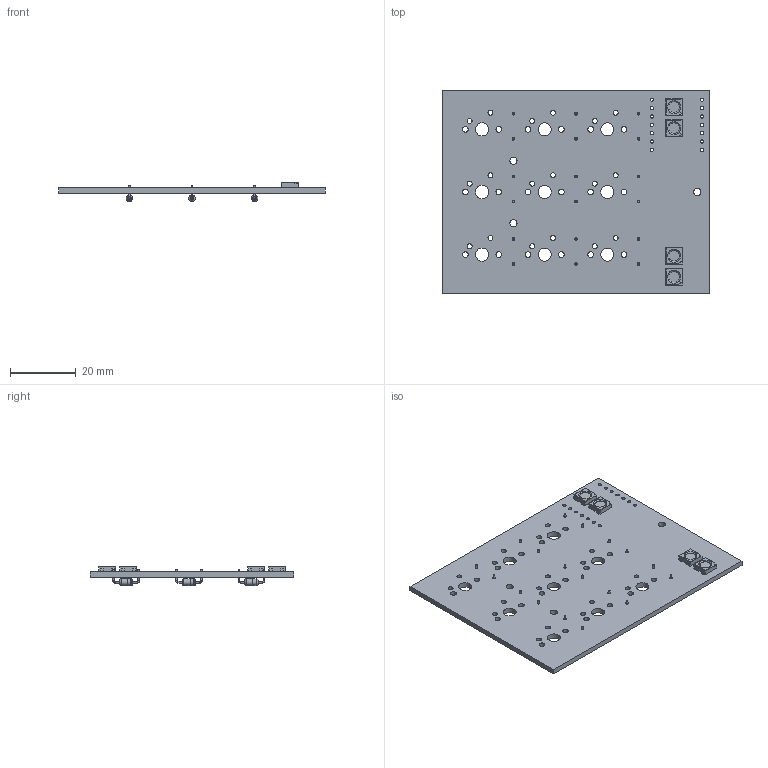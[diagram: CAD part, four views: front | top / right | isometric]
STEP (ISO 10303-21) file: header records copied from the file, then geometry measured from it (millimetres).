
FILE_DESCRIPTION(('KiCad electronic assembly'),'2;1');
FILE_NAME('MyMacropad.step','2024-10-19T19:14:10',('Pcbnew'),('Kicad'), 'Open CASCADE STEP processor 7.8','KiCad to STEP converter','Unknown' );
FILE_SCHEMA(('AUTOMOTIVE_DESIGN { 1 0 10303 214 1 1 1 1 }'));
Length unit declared in the file: millimetre
Products named in the file (6): MyMacropad 1; LED_WS2812B_PLCC4_5.0x5.0mm_P3.2mm; LED_WS2812B_PLCC4_50x50mm_P32mm; D_DO-35_SOD27_P7.62mm_Horizontal; _autosave-TonysMacropad_PCB
Assembly tree (16 placements, depth 3):
  MyMacropad 1
    LED_WS2812B_PLCC4_5.0x5.0mm_P3.2mm  x4
      LED_WS2812B_PLCC4_50x50mm_P32mm
    D_DO-35_SOD27_P7.62mm_Horizontal  x9
      D_DO-35_SOD27_P7.62mm_Horizontal
    _autosave-TonysMacropad_PCB
Bounding box: 80.96 x 61.91 x 5.81 mm (x, y, z)
Volume: 7946.5 mm3; surface area: 11541.4 mm2
Topology: 23 solids, 23 shells, 502 faces, 1272 edges, 822 vertices
Faces by surface type: plane 240, cylinder 222, torus 36, cone 4
Full cylindrical faces by diameter (mm): 0.5 x27, 0.8 x18, 1 x14, 1.5 x18, 1.7 x18, 2 x18, 2.02 x9, 2.2 x3, 3.333 x4, 4 x9
Entity records: 6685 total; most frequent: DIRECTION 1069, CARTESIAN_POINT 978, ORIENTED_EDGE 954, EDGE_CURVE 477, AXIS2_PLACEMENT_3D 405, FACE_BOUND 337, EDGE_LOOP 337, VERTEX_POINT 314
